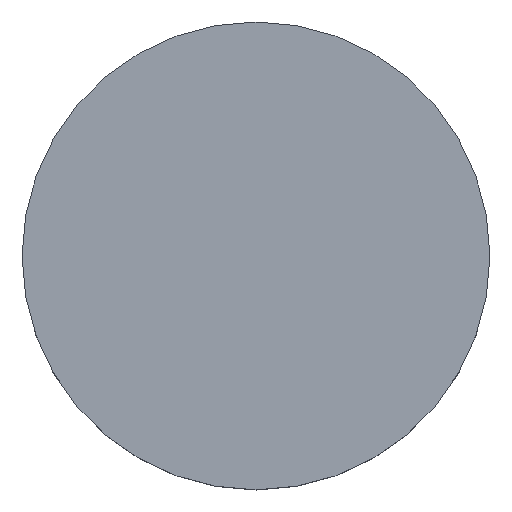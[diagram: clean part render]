
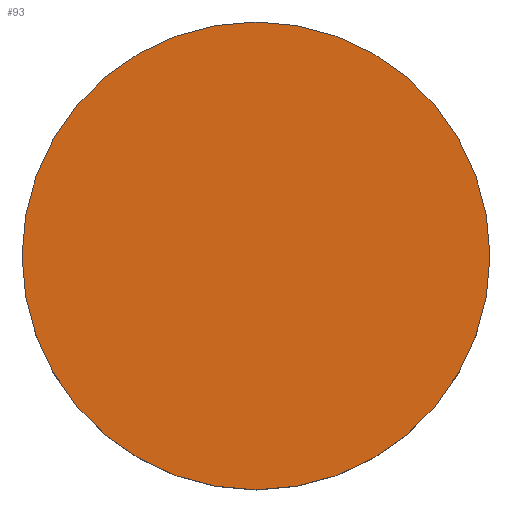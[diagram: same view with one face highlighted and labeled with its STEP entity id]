
A CAD part, top view. The second image highlights one B-rep face of the part: STEP entity #93.
In plain terms, the highlighted planar face has unit normal (0, 0, 1).
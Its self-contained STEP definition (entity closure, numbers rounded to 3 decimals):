
#1 = VERTEX_POINT ( 'NONE', #63 ) ;
#20 = CARTESIAN_POINT ( 'NONE',  ( 0., 0., 3. ) ) ;
#36 = CIRCLE ( 'NONE', #77, 6.35 ) ;
#44 = CARTESIAN_POINT ( 'NONE',  ( 0., 6.35, 3. ) ) ;
#57 = ORIENTED_EDGE ( 'NONE', *, *, #200, .F. ) ;
#63 = CARTESIAN_POINT ( 'NONE',  ( 0., -6.35, 3. ) ) ;
#77 = AXIS2_PLACEMENT_3D ( 'NONE', #202, #82, #123 ) ;
#82 = DIRECTION ( 'NONE',  ( 0., 0., -1. ) ) ;
#83 = DIRECTION ( 'NONE',  ( 0., 0., -1. ) ) ;
#85 = AXIS2_PLACEMENT_3D ( 'NONE', #20, #83, #125 ) ;
#91 = FACE_OUTER_BOUND ( 'NONE', #108, .T. ) ;
#92 = EDGE_CURVE ( 'NONE', #1, #151, #156, .T. ) ;
#93 = ADVANCED_FACE ( 'NONE', ( #91 ), #163, .T. ) ;
#108 = EDGE_LOOP ( 'NONE', ( #193, #57 ) ) ;
#123 = DIRECTION ( 'NONE',  ( 0., -1., 0. ) ) ;
#125 = DIRECTION ( 'NONE',  ( 0., -1., 0. ) ) ;
#143 = AXIS2_PLACEMENT_3D ( 'NONE', #184, #185, #204 ) ;
#151 = VERTEX_POINT ( 'NONE', #44 ) ;
#156 = CIRCLE ( 'NONE', #85, 6.35 ) ;
#163 = PLANE ( 'NONE',  #143 ) ;
#184 = CARTESIAN_POINT ( 'NONE',  ( 0., 13.158, 3. ) ) ;
#185 = DIRECTION ( 'NONE',  ( 0., 0., 1. ) ) ;
#193 = ORIENTED_EDGE ( 'NONE', *, *, #92, .F. ) ;
#200 = EDGE_CURVE ( 'NONE', #151, #1, #36, .T. ) ;
#202 = CARTESIAN_POINT ( 'NONE',  ( 0., 0., 3. ) ) ;
#204 = DIRECTION ( 'NONE',  ( 1., 0., 0. ) ) ;
